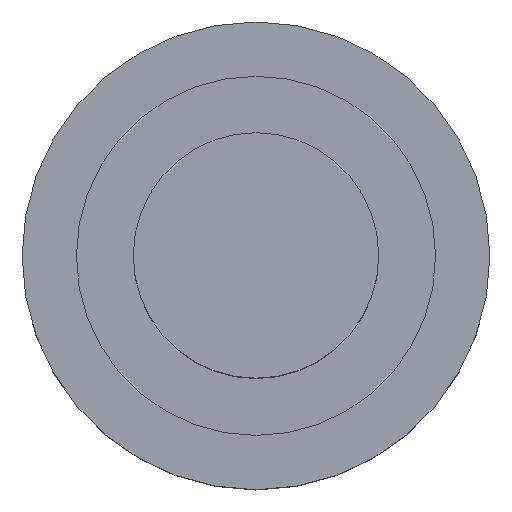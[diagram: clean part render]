
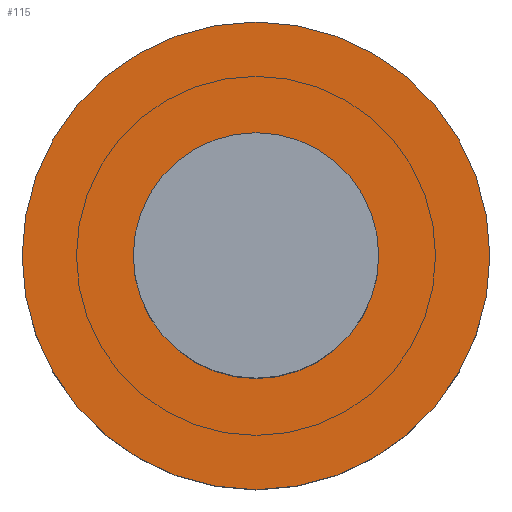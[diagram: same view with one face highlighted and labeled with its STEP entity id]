
A CAD part, top view. The second image highlights one B-rep face of the part: STEP entity #115.
In plain terms, the highlighted planar face has unit normal (0, 0, 1).
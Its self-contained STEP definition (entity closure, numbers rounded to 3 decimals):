
#14=FACE_BOUND('',#46,.T.);
#35=FACE_OUTER_BOUND('',#45,.T.);
#45=EDGE_LOOP('',(#94));
#46=EDGE_LOOP('',(#95));
#53=CIRCLE('',#141,21.944);
#56=CIRCLE('',#146,11.516);
#61=VERTEX_POINT('',#205);
#64=VERTEX_POINT('',#214);
#70=EDGE_CURVE('',#61,#61,#53,.T.);
#75=EDGE_CURVE('',#64,#64,#56,.T.);
#94=ORIENTED_EDGE('',*,*,#70,.T.);
#95=ORIENTED_EDGE('',*,*,#75,.F.);
#106=PLANE('',#147);
#115=ADVANCED_FACE('',(#35,#14),#106,.T.);
#141=AXIS2_PLACEMENT_3D('',#206,#168,#169);
#146=AXIS2_PLACEMENT_3D('',#216,#180,#181);
#147=AXIS2_PLACEMENT_3D('',#217,#182,#183);
#168=DIRECTION('center_axis',(0.,0.,1.));
#169=DIRECTION('ref_axis',(1.,0.,0.));
#180=DIRECTION('center_axis',(0.,0.,1.));
#181=DIRECTION('ref_axis',(1.,0.,0.));
#182=DIRECTION('center_axis',(0.,0.,1.));
#183=DIRECTION('ref_axis',(1.,0.,0.));
#205=CARTESIAN_POINT('',(-21.944,0.,36.53));
#206=CARTESIAN_POINT('Origin',(0.,0.,36.53));
#214=CARTESIAN_POINT('',(-11.516,0.,36.53));
#216=CARTESIAN_POINT('Origin',(0.,0.,36.53));
#217=CARTESIAN_POINT('Origin',(11.516,0.,36.53));
